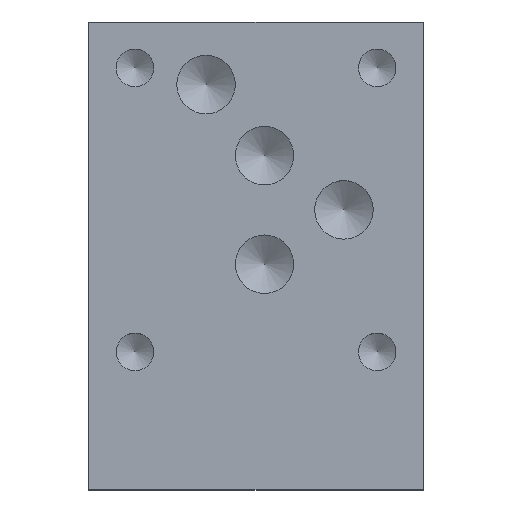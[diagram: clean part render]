
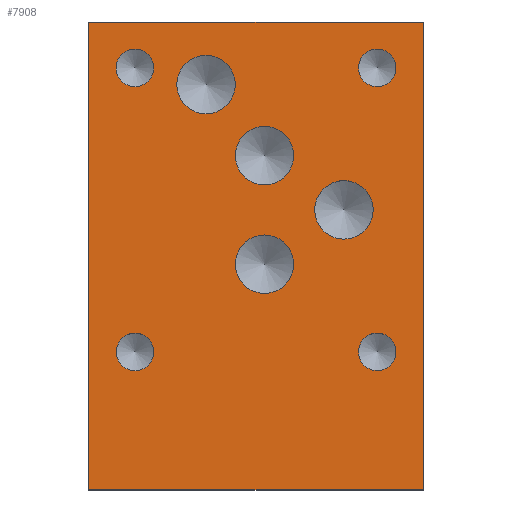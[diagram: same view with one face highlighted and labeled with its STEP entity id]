
A CAD part, top view. The second image highlights one B-rep face of the part: STEP entity #7908.
In plain terms, the highlighted planar face has unit normal (0, 0, 1).
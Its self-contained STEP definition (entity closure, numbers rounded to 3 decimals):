
#88=CIRCLE('',#8275,3.569);
#89=CIRCLE('',#8276,3.569);
#92=CIRCLE('',#8281,3.569);
#93=CIRCLE('',#8282,3.569);
#96=CIRCLE('',#8287,3.569);
#97=CIRCLE('',#8288,3.569);
#100=CIRCLE('',#8293,3.569);
#101=CIRCLE('',#8294,3.569);
#104=CIRCLE('',#8299,5.556);
#105=CIRCLE('',#8300,5.556);
#108=CIRCLE('',#8305,5.556);
#109=CIRCLE('',#8306,5.556);
#112=CIRCLE('',#8311,5.563);
#113=CIRCLE('',#8312,5.563);
#116=CIRCLE('',#8317,5.563);
#117=CIRCLE('',#8318,5.563);
#432=FACE_BOUND('',#1284,.T.);
#433=FACE_BOUND('',#1285,.T.);
#434=FACE_BOUND('',#1286,.T.);
#435=FACE_BOUND('',#1287,.T.);
#436=FACE_BOUND('',#1288,.T.);
#437=FACE_BOUND('',#1289,.T.);
#438=FACE_BOUND('',#1290,.T.);
#439=FACE_BOUND('',#1291,.T.);
#846=FACE_OUTER_BOUND('',#1283,.T.);
#1283=EDGE_LOOP('',(#6860,#6861,#6862,#6863));
#1284=EDGE_LOOP('',(#6864,#6865));
#1285=EDGE_LOOP('',(#6866,#6867));
#1286=EDGE_LOOP('',(#6868,#6869));
#1287=EDGE_LOOP('',(#6870,#6871));
#1288=EDGE_LOOP('',(#6872,#6873));
#1289=EDGE_LOOP('',(#6874,#6875));
#1290=EDGE_LOOP('',(#6876,#6877));
#1291=EDGE_LOOP('',(#6878,#6879));
#1696=LINE('',#12043,#2516);
#2117=LINE('',#13238,#2937);
#2119=LINE('',#13244,#2939);
#2122=LINE('',#13248,#2942);
#2516=VECTOR('',#8956,10.);
#2937=VECTOR('',#9933,10.);
#2939=VECTOR('',#9939,10.);
#2942=VECTOR('',#9944,10.);
#3307=VERTEX_POINT('',#12040);
#3308=VERTEX_POINT('',#12042);
#3638=VERTEX_POINT('',#13137);
#3639=VERTEX_POINT('',#13138);
#3643=VERTEX_POINT('',#13150);
#3644=VERTEX_POINT('',#13151);
#3648=VERTEX_POINT('',#13163);
#3649=VERTEX_POINT('',#13164);
#3653=VERTEX_POINT('',#13176);
#3654=VERTEX_POINT('',#13177);
#3658=VERTEX_POINT('',#13189);
#3659=VERTEX_POINT('',#13190);
#3663=VERTEX_POINT('',#13202);
#3664=VERTEX_POINT('',#13203);
#3668=VERTEX_POINT('',#13215);
#3669=VERTEX_POINT('',#13216);
#3673=VERTEX_POINT('',#13228);
#3674=VERTEX_POINT('',#13229);
#3676=VERTEX_POINT('',#13236);
#3678=VERTEX_POINT('',#13243);
#4224=EDGE_CURVE('',#3308,#3307,#1696,.T.);
#4701=EDGE_CURVE('',#3638,#3639,#88,.T.);
#4702=EDGE_CURVE('',#3639,#3638,#89,.T.);
#4707=EDGE_CURVE('',#3643,#3644,#92,.T.);
#4708=EDGE_CURVE('',#3644,#3643,#93,.T.);
#4713=EDGE_CURVE('',#3648,#3649,#96,.T.);
#4714=EDGE_CURVE('',#3649,#3648,#97,.T.);
#4719=EDGE_CURVE('',#3653,#3654,#100,.T.);
#4720=EDGE_CURVE('',#3654,#3653,#101,.T.);
#4725=EDGE_CURVE('',#3658,#3659,#104,.T.);
#4726=EDGE_CURVE('',#3659,#3658,#105,.T.);
#4731=EDGE_CURVE('',#3663,#3664,#108,.T.);
#4732=EDGE_CURVE('',#3664,#3663,#109,.T.);
#4737=EDGE_CURVE('',#3668,#3669,#112,.T.);
#4738=EDGE_CURVE('',#3669,#3668,#113,.T.);
#4743=EDGE_CURVE('',#3673,#3674,#116,.T.);
#4744=EDGE_CURVE('',#3674,#3673,#117,.T.);
#4748=EDGE_CURVE('',#3307,#3676,#2117,.T.);
#4750=EDGE_CURVE('',#3678,#3308,#2119,.T.);
#4753=EDGE_CURVE('',#3676,#3678,#2122,.T.);
#6860=ORIENTED_EDGE('',*,*,#4753,.T.);
#6861=ORIENTED_EDGE('',*,*,#4750,.T.);
#6862=ORIENTED_EDGE('',*,*,#4224,.T.);
#6863=ORIENTED_EDGE('',*,*,#4748,.T.);
#6864=ORIENTED_EDGE('',*,*,#4701,.T.);
#6865=ORIENTED_EDGE('',*,*,#4702,.T.);
#6866=ORIENTED_EDGE('',*,*,#4707,.T.);
#6867=ORIENTED_EDGE('',*,*,#4708,.T.);
#6868=ORIENTED_EDGE('',*,*,#4713,.T.);
#6869=ORIENTED_EDGE('',*,*,#4714,.T.);
#6870=ORIENTED_EDGE('',*,*,#4719,.T.);
#6871=ORIENTED_EDGE('',*,*,#4720,.T.);
#6872=ORIENTED_EDGE('',*,*,#4725,.T.);
#6873=ORIENTED_EDGE('',*,*,#4726,.T.);
#6874=ORIENTED_EDGE('',*,*,#4731,.T.);
#6875=ORIENTED_EDGE('',*,*,#4732,.T.);
#6876=ORIENTED_EDGE('',*,*,#4737,.T.);
#6877=ORIENTED_EDGE('',*,*,#4738,.T.);
#6878=ORIENTED_EDGE('',*,*,#4743,.T.);
#6879=ORIENTED_EDGE('',*,*,#4744,.T.);
#7176=PLANE('',#8323);
#7908=ADVANCED_FACE('',(#846,#432,#433,#434,#435,#436,#437,#438,#439),#7176,
 .T.);
#8275=AXIS2_PLACEMENT_3D('',#13139,#9826,#9827);
#8276=AXIS2_PLACEMENT_3D('',#13140,#9828,#9829);
#8281=AXIS2_PLACEMENT_3D('',#13152,#9840,#9841);
#8282=AXIS2_PLACEMENT_3D('',#13153,#9842,#9843);
#8287=AXIS2_PLACEMENT_3D('',#13165,#9854,#9855);
#8288=AXIS2_PLACEMENT_3D('',#13166,#9856,#9857);
#8293=AXIS2_PLACEMENT_3D('',#13178,#9868,#9869);
#8294=AXIS2_PLACEMENT_3D('',#13179,#9870,#9871);
#8299=AXIS2_PLACEMENT_3D('',#13191,#9882,#9883);
#8300=AXIS2_PLACEMENT_3D('',#13192,#9884,#9885);
#8305=AXIS2_PLACEMENT_3D('',#13204,#9896,#9897);
#8306=AXIS2_PLACEMENT_3D('',#13205,#9898,#9899);
#8311=AXIS2_PLACEMENT_3D('',#13217,#9910,#9911);
#8312=AXIS2_PLACEMENT_3D('',#13218,#9912,#9913);
#8317=AXIS2_PLACEMENT_3D('',#13230,#9924,#9925);
#8318=AXIS2_PLACEMENT_3D('',#13231,#9926,#9927);
#8323=AXIS2_PLACEMENT_3D('',#13249,#9945,#9946);
#8956=DIRECTION('',(-1.,0.,0.));
#9826=DIRECTION('center_axis',(0.,0.,-1.));
#9827=DIRECTION('ref_axis',(1.,0.,0.));
#9828=DIRECTION('center_axis',(0.,0.,-1.));
#9829=DIRECTION('ref_axis',(1.,0.,0.));
#9840=DIRECTION('center_axis',(0.,0.,-1.));
#9841=DIRECTION('ref_axis',(1.,0.,0.));
#9842=DIRECTION('center_axis',(0.,0.,-1.));
#9843=DIRECTION('ref_axis',(1.,0.,0.));
#9854=DIRECTION('center_axis',(0.,0.,-1.));
#9855=DIRECTION('ref_axis',(1.,0.,0.));
#9856=DIRECTION('center_axis',(0.,0.,-1.));
#9857=DIRECTION('ref_axis',(1.,0.,0.));
#9868=DIRECTION('center_axis',(0.,0.,-1.));
#9869=DIRECTION('ref_axis',(1.,0.,0.));
#9870=DIRECTION('center_axis',(0.,0.,-1.));
#9871=DIRECTION('ref_axis',(1.,0.,0.));
#9882=DIRECTION('center_axis',(0.,0.,-1.));
#9883=DIRECTION('ref_axis',(1.,0.,0.));
#9884=DIRECTION('center_axis',(0.,0.,-1.));
#9885=DIRECTION('ref_axis',(1.,0.,0.));
#9896=DIRECTION('center_axis',(0.,0.,-1.));
#9897=DIRECTION('ref_axis',(1.,0.,0.));
#9898=DIRECTION('center_axis',(0.,0.,-1.));
#9899=DIRECTION('ref_axis',(1.,0.,0.));
#9910=DIRECTION('center_axis',(0.,0.,-1.));
#9911=DIRECTION('ref_axis',(1.,0.,0.));
#9912=DIRECTION('center_axis',(0.,0.,-1.));
#9913=DIRECTION('ref_axis',(1.,0.,0.));
#9924=DIRECTION('center_axis',(0.,0.,-1.));
#9925=DIRECTION('ref_axis',(1.,0.,0.));
#9926=DIRECTION('center_axis',(0.,0.,-1.));
#9927=DIRECTION('ref_axis',(1.,0.,0.));
#9933=DIRECTION('',(0.,-1.,0.));
#9939=DIRECTION('',(0.,1.,0.));
#9944=DIRECTION('',(1.,0.,0.));
#9945=DIRECTION('center_axis',(0.,0.,1.));
#9946=DIRECTION('ref_axis',(1.,0.,0.));
#12040=CARTESIAN_POINT('',(0.,88.9,25.4));
#12042=CARTESIAN_POINT('',(63.5,88.9,25.4));
#12043=CARTESIAN_POINT('',(63.5,88.9,25.4));
#13137=CARTESIAN_POINT('',(12.306,80.188,25.4));
#13138=CARTESIAN_POINT('',(5.169,80.188,25.4));
#13139=CARTESIAN_POINT('Origin',(8.738,80.188,25.4));
#13140=CARTESIAN_POINT('Origin',(8.738,80.188,25.4));
#13150=CARTESIAN_POINT('',(12.319,26.2,25.4));
#13151=CARTESIAN_POINT('',(5.182,26.2,25.4));
#13152=CARTESIAN_POINT('Origin',(8.75,26.2,25.4));
#13153=CARTESIAN_POINT('Origin',(8.75,26.2,25.4));
#13163=CARTESIAN_POINT('',(58.357,26.2,25.4));
#13164=CARTESIAN_POINT('',(51.219,26.2,25.4));
#13165=CARTESIAN_POINT('Origin',(54.788,26.2,25.4));
#13166=CARTESIAN_POINT('Origin',(54.788,26.2,25.4));
#13176=CARTESIAN_POINT('',(58.357,80.175,25.4));
#13177=CARTESIAN_POINT('',(51.219,80.175,25.4));
#13178=CARTESIAN_POINT('Origin',(54.788,80.175,25.4));
#13179=CARTESIAN_POINT('Origin',(54.788,80.175,25.4));
#13189=CARTESIAN_POINT('',(38.919,63.505,25.4));
#13190=CARTESIAN_POINT('',(27.807,63.505,25.4));
#13191=CARTESIAN_POINT('Origin',(33.363,63.505,25.4));
#13192=CARTESIAN_POINT('Origin',(33.363,63.505,25.4));
#13202=CARTESIAN_POINT('',(38.924,42.87,25.4));
#13203=CARTESIAN_POINT('',(27.812,42.87,25.4));
#13204=CARTESIAN_POINT('Origin',(33.368,42.87,25.4));
#13205=CARTESIAN_POINT('Origin',(33.368,42.87,25.4));
#13215=CARTESIAN_POINT('',(54.026,53.188,25.4));
#13216=CARTESIAN_POINT('',(42.901,53.188,25.4));
#13217=CARTESIAN_POINT('Origin',(48.463,53.188,25.4));
#13218=CARTESIAN_POINT('Origin',(48.463,53.188,25.4));
#13228=CARTESIAN_POINT('',(27.813,77.013,25.4));
#13229=CARTESIAN_POINT('',(16.688,77.013,25.4));
#13230=CARTESIAN_POINT('Origin',(22.25,77.013,25.4));
#13231=CARTESIAN_POINT('Origin',(22.25,77.013,25.4));
#13236=CARTESIAN_POINT('',(0.,0.,25.4));
#13238=CARTESIAN_POINT('',(0.,88.9,25.4));
#13243=CARTESIAN_POINT('',(63.5,0.,25.4));
#13244=CARTESIAN_POINT('',(63.5,0.,25.4));
#13248=CARTESIAN_POINT('',(0.,0.,25.4));
#13249=CARTESIAN_POINT('Origin',(31.75,44.45,25.4));
